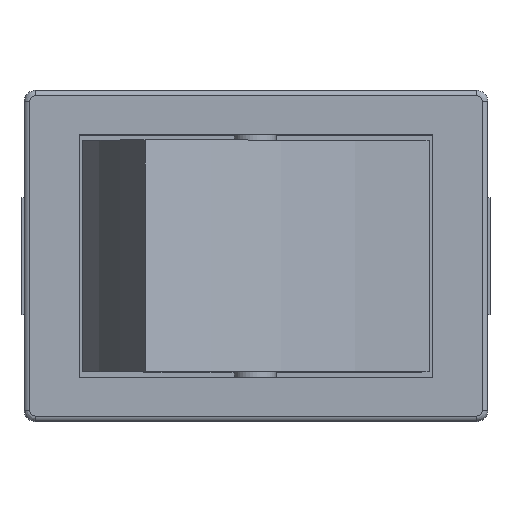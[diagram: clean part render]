
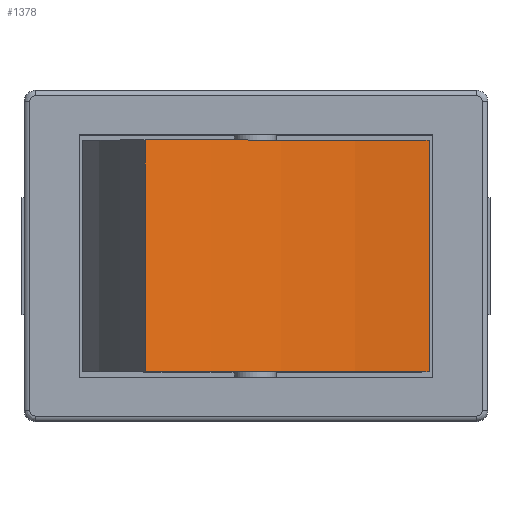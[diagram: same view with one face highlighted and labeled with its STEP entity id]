
A CAD part, top view. The second image highlights one B-rep face of the part: STEP entity #1378.
In plain terms, the highlighted cylindrical face has radius 22.611 mm (diameter 45.222 mm), a partial arc.
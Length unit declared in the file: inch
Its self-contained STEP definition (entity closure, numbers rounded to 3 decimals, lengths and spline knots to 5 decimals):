
#1298=CARTESIAN_POINT('',(0.30856,-0.20669,0.65856));
#1299=VERTEX_POINT('',#1298);
#1307=CARTESIAN_POINT('',(-0.19795,-0.20669,0.79134));
#1308=VERTEX_POINT('',#1307);
#1309=CARTESIAN_POINT('',(0.27106,-0.20669,1.54797));
#1310=DIRECTION('',(0.0,-1.0,0.0));
#1311=DIRECTION('',(-0.042,0.0,0.999));
#1312=AXIS2_PLACEMENT_3D('',#1309,#1310,#1311);
#1313=CIRCLE('',#1312,0.89021);
#1314=EDGE_CURVE('',#1308,#1299,#1313,.T.);
#1347=CARTESIAN_POINT('',(0.27106,-0.22736,1.54797));
#1348=DIRECTION('',(0.0,1.0,0.0));
#1349=DIRECTION('',(-0.042,0.0,0.999));
#1350=AXIS2_PLACEMENT_3D('',#1347,#1348,#1349);
#1351=CYLINDRICAL_SURFACE('',#1350,0.89021);
#1352=CARTESIAN_POINT('',(0.30856,0.20669,0.65856));
#1353=VERTEX_POINT('',#1352);
#1354=CARTESIAN_POINT('',(-0.19795,0.20669,0.79134));
#1355=VERTEX_POINT('',#1354);
#1356=CARTESIAN_POINT('',(0.27106,0.20669,1.54797));
#1357=DIRECTION('',(0.0,1.0,0.0));
#1358=DIRECTION('',(-0.042,0.0,0.999));
#1359=AXIS2_PLACEMENT_3D('',#1356,#1357,#1358);
#1360=CIRCLE('',#1359,0.89021);
#1361=EDGE_CURVE('',#1353,#1355,#1360,.T.);
#1362=ORIENTED_EDGE('',*,*,#1361,.T.);
#1363=CARTESIAN_POINT('',(-0.19795,-0.20669,0.79134));
#1364=DIRECTION('',(0.0,1.0,0.0));
#1365=VECTOR('',#1364,0.41339);
#1366=LINE('',#1363,#1365);
#1367=EDGE_CURVE('',#1308,#1355,#1366,.T.);
#1368=ORIENTED_EDGE('',*,*,#1367,.F.);
#1369=ORIENTED_EDGE('',*,*,#1314,.T.);
#1370=CARTESIAN_POINT('',(0.30856,-0.20669,0.65856));
#1371=DIRECTION('',(0.0,1.0,0.0));
#1372=VECTOR('',#1371,0.41339);
#1373=LINE('',#1370,#1372);
#1374=EDGE_CURVE('',#1299,#1353,#1373,.T.);
#1375=ORIENTED_EDGE('',*,*,#1374,.T.);
#1376=EDGE_LOOP('',(#1362,#1368,#1369,#1375));
#1377=FACE_OUTER_BOUND('',#1376,.T.);
#1378=ADVANCED_FACE('',(#1377),#1351,.F.);
